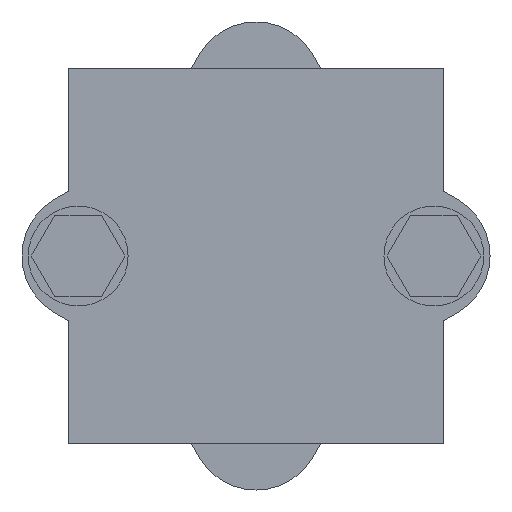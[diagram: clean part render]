
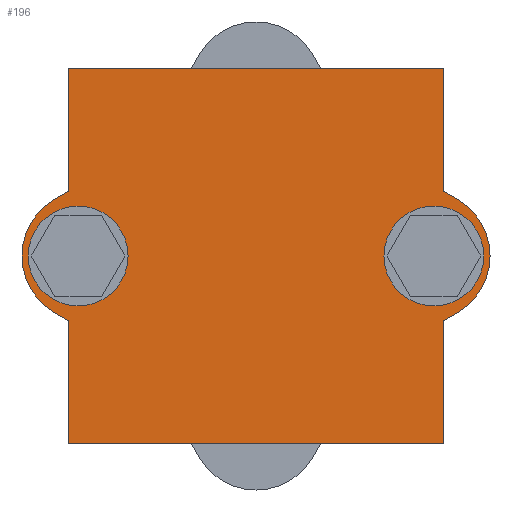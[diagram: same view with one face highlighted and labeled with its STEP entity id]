
A CAD part, left-side view. The second image highlights one B-rep face of the part: STEP entity #196.
In plain terms, the highlighted planar face has unit normal (-1, 0, 0).
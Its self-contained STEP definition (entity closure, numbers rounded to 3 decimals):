
#196 = ADVANCED_FACE( '', ( #461, #462, #463 ), #464, .F. );
#461 = FACE_BOUND( '', #798, .T. );
#462 = FACE_BOUND( '', #799, .T. );
#463 = FACE_OUTER_BOUND( '', #800, .T. );
#464 = PLANE( '', #801 );
#798 = EDGE_LOOP( '', ( #1313 ) );
#799 = EDGE_LOOP( '', ( #1314 ) );
#800 = EDGE_LOOP( '', ( #1315, #1316, #1317, #1318, #1319, #1320, #1321, #1322, #1323, #1324, #1325, #1326 ) );
#801 = AXIS2_PLACEMENT_3D( '', #1327, #1328, #1329 );
#1313 = ORIENTED_EDGE( '', *, *, #1949, .F. );
#1314 = ORIENTED_EDGE( '', *, *, #2102, .F. );
#1315 = ORIENTED_EDGE( '', *, *, #2067, .F. );
#1316 = ORIENTED_EDGE( '', *, *, #1961, .F. );
#1317 = ORIENTED_EDGE( '', *, *, #2103, .F. );
#1318 = ORIENTED_EDGE( '', *, *, #2104, .F. );
#1319 = ORIENTED_EDGE( '', *, *, #2079, .F. );
#1320 = ORIENTED_EDGE( '', *, *, #2105, .F. );
#1321 = ORIENTED_EDGE( '', *, *, #2106, .F. );
#1322 = ORIENTED_EDGE( '', *, *, #2088, .F. );
#1323 = ORIENTED_EDGE( '', *, *, #2063, .F. );
#1324 = ORIENTED_EDGE( '', *, *, #2107, .F. );
#1325 = ORIENTED_EDGE( '', *, *, #2084, .F. );
#1326 = ORIENTED_EDGE( '', *, *, #2108, .F. );
#1327 = CARTESIAN_POINT( '', ( -30., 0., 0. ) );
#1328 = DIRECTION( '', ( 1., 0., 0. ) );
#1329 = DIRECTION( '', ( 0., 0., -1. ) );
#1949 = EDGE_CURVE( '', #2323, #2323, #2324, .F. );
#1961 = EDGE_CURVE( '', #2344, #2346, #2347, .T. );
#2063 = EDGE_CURVE( '', #2519, #2521, #2522, .T. );
#2067 = EDGE_CURVE( '', #2346, #2527, #2528, .T. );
#2079 = EDGE_CURVE( '', #2543, #2545, #2546, .T. );
#2084 = EDGE_CURVE( '', #2552, #2554, #2555, .T. );
#2088 = EDGE_CURVE( '', #2521, #2560, #2561, .T. );
#2102 = EDGE_CURVE( '', #2579, #2579, #2580, .F. );
#2103 = EDGE_CURVE( '', #2581, #2344, #2582, .T. );
#2104 = EDGE_CURVE( '', #2545, #2581, #2583, .T. );
#2105 = EDGE_CURVE( '', #2584, #2543, #2585, .T. );
#2106 = EDGE_CURVE( '', #2560, #2584, #2586, .T. );
#2107 = EDGE_CURVE( '', #2554, #2519, #2587, .T. );
#2108 = EDGE_CURVE( '', #2527, #2552, #2588, .T. );
#2323 = VERTEX_POINT( '', #2864 );
#2324 = CIRCLE( '', #2865, 8. );
#2344 = VERTEX_POINT( '', #2891 );
#2346 = VERTEX_POINT( '', #2894 );
#2347 = LINE( '', #2895, #2896 );
#2519 = VERTEX_POINT( '', #3129 );
#2521 = VERTEX_POINT( '', #3132 );
#2522 = CIRCLE( '', #3133, 10.5 );
#2527 = VERTEX_POINT( '', #3140 );
#2528 = LINE( '', #3141, #3142 );
#2543 = VERTEX_POINT( '', #3164 );
#2545 = VERTEX_POINT( '', #3167 );
#2546 = LINE( '', #3168, #3169 );
#2552 = VERTEX_POINT( '', #3177 );
#2554 = VERTEX_POINT( '', #3180 );
#2555 = LINE( '', #3181, #3182 );
#2560 = VERTEX_POINT( '', #3189 );
#2561 = LINE( '', #3190, #3191 );
#2579 = VERTEX_POINT( '', #3216 );
#2580 = CIRCLE( '', #3217, 8. );
#2581 = VERTEX_POINT( '', #3218 );
#2582 = CIRCLE( '', #3219, 10.5 );
#2583 = LINE( '', #3220, #3221 );
#2584 = VERTEX_POINT( '', #3222 );
#2585 = LINE( '', #3223, #3224 );
#2586 = LINE( '', #3225, #3226 );
#2587 = LINE( '', #3227, #3228 );
#2588 = LINE( '', #3229, #3230 );
#2864 = CARTESIAN_POINT( '', ( -30., -28.5, 22. ) );
#2865 = AXIS2_PLACEMENT_3D( '', #3570, #3571, #3572 );
#2891 = CARTESIAN_POINT( '', ( -30., -32.25, 20.907 ) );
#2894 = CARTESIAN_POINT( '', ( -30., -30., 19.608 ) );
#2895 = CARTESIAN_POINT( '', ( -30., -32.25, 20.907 ) );
#2896 = VECTOR( '', #3586, 1000. );
#3129 = CARTESIAN_POINT( '', ( -30., 32.25, 20.907 ) );
#3132 = CARTESIAN_POINT( '', ( -30., 32.25, 39.093 ) );
#3133 = AXIS2_PLACEMENT_3D( '', #3703, #3704, #3705 );
#3140 = CARTESIAN_POINT( '', ( -30., -30., 0. ) );
#3141 = CARTESIAN_POINT( '', ( -30., -30., 60. ) );
#3142 = VECTOR( '', #3708, 1000. );
#3164 = CARTESIAN_POINT( '', ( -30., -30., 60. ) );
#3167 = CARTESIAN_POINT( '', ( -30., -30., 40.392 ) );
#3168 = CARTESIAN_POINT( '', ( -30., -30., 60. ) );
#3169 = VECTOR( '', #3717, 1000. );
#3177 = CARTESIAN_POINT( '', ( -30., 30., 0. ) );
#3180 = CARTESIAN_POINT( '', ( -30., 30., 19.608 ) );
#3181 = CARTESIAN_POINT( '', ( -30., 30., 0. ) );
#3182 = VECTOR( '', #3721, 1000. );
#3189 = CARTESIAN_POINT( '', ( -30., 30., 40.392 ) );
#3190 = CARTESIAN_POINT( '', ( -30., 32.25, 39.093 ) );
#3191 = VECTOR( '', #3724, 1000. );
#3216 = CARTESIAN_POINT( '', ( -30., 28.5, 22. ) );
#3217 = AXIS2_PLACEMENT_3D( '', #3738, #3739, #3740 );
#3218 = CARTESIAN_POINT( '', ( -30., -32.25, 39.093 ) );
#3219 = AXIS2_PLACEMENT_3D( '', #3741, #3742, #3743 );
#3220 = CARTESIAN_POINT( '', ( -30., -27., 42.124 ) );
#3221 = VECTOR( '', #3744, 1000. );
#3222 = CARTESIAN_POINT( '', ( -30., 30., 60. ) );
#3223 = CARTESIAN_POINT( '', ( -30., 30., 60. ) );
#3224 = VECTOR( '', #3745, 1000. );
#3225 = CARTESIAN_POINT( '', ( -30., 30., 0. ) );
#3226 = VECTOR( '', #3746, 1000. );
#3227 = CARTESIAN_POINT( '', ( -30., 27., 17.876 ) );
#3228 = VECTOR( '', #3747, 1000. );
#3229 = CARTESIAN_POINT( '', ( -30., -30., 0. ) );
#3230 = VECTOR( '', #3748, 1000. );
#3570 = CARTESIAN_POINT( '', ( -30., -28.5, 30. ) );
#3571 = DIRECTION( '', ( 1., 0., 0. ) );
#3572 = DIRECTION( '', ( 0., 0., -1. ) );
#3586 = DIRECTION( '', ( 0., 0.866, -0.5 ) );
#3703 = CARTESIAN_POINT( '', ( -30., 27., 30. ) );
#3704 = DIRECTION( '', ( 1., 0., 0. ) );
#3705 = DIRECTION( '', ( 0., 0., -1. ) );
#3708 = DIRECTION( '', ( 0., 0., -1. ) );
#3717 = DIRECTION( '', ( 0., 0., -1. ) );
#3721 = DIRECTION( '', ( 0., 0., 1. ) );
#3724 = DIRECTION( '', ( 0., -0.866, 0.5 ) );
#3738 = CARTESIAN_POINT( '', ( -30., 28.5, 30. ) );
#3739 = DIRECTION( '', ( 1., 0., 0. ) );
#3740 = DIRECTION( '', ( 0., 0., -1. ) );
#3741 = CARTESIAN_POINT( '', ( -30., -27., 30. ) );
#3742 = DIRECTION( '', ( 1., 0., 0. ) );
#3743 = DIRECTION( '', ( 0., 0., -1. ) );
#3744 = DIRECTION( '', ( 0., -0.866, -0.5 ) );
#3745 = DIRECTION( '', ( 0., -1., 0. ) );
#3746 = DIRECTION( '', ( 0., 0., 1. ) );
#3747 = DIRECTION( '', ( 0., 0.866, 0.5 ) );
#3748 = DIRECTION( '', ( 0., 1., 0. ) );
